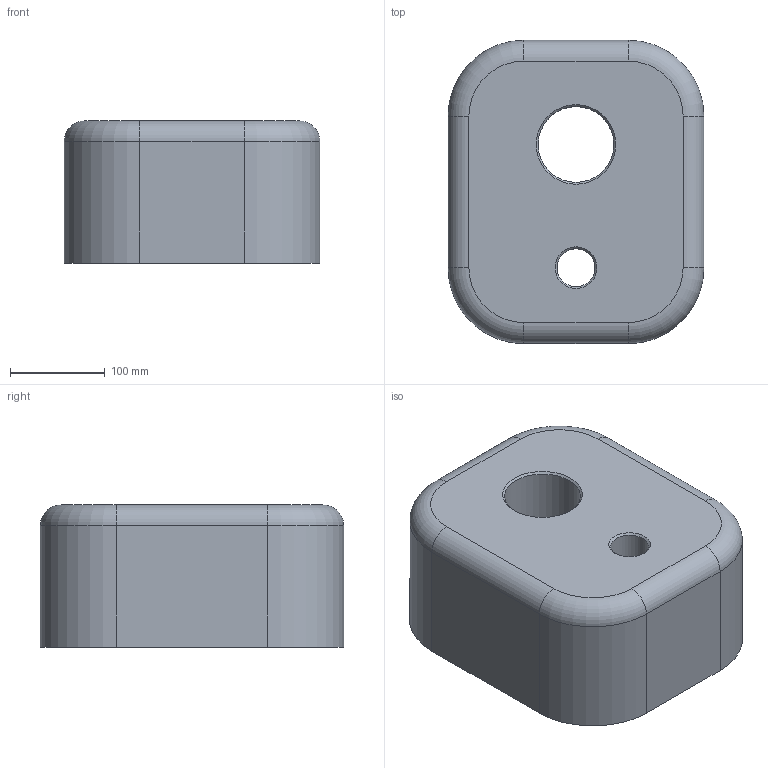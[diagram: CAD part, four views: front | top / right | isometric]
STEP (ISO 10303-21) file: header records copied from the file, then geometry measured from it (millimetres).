
FILE_DESCRIPTION(/* description */ (''),/* implementation_level */ '2;1');
FILE_NAME(/* name */ '2022-05-07_Getriebe-Gehause.stp',/* time_stamp */ '2022-05-07T15:13:42+02:00',/* author */ ('SCHWAAB'),/* organization */ (''),/* preprocessor_version */ 'ST-DEVELOPER v18.1',/* originating_system */ 'Autodesk Inventor 2020',/* authorisation */ '');
FILE_SCHEMA (('AUTOMOTIVE_DESIGN { 1 0 10303 214 3 1 1 }'));
Length unit declared in the file: millimetre
Products named in the file (1): 2022-05-07_Getriebe-Gehause
Bounding box: 270 x 320 x 150 mm (x, y, z)
Volume: 2621282.9 mm3; surface area: 486102.8 mm2
Topology: 1 solids, 1 shells, 184 faces, 462 edges, 277 vertices
Faces by surface type: cylinder 90, plane 50, torus 20, sphere 16, bspline 4, cone 4
Full cylindrical faces by diameter (mm): 12 x4, 40 x1, 80 x1, 90 x1
Entity records: 5732 total; most frequent: CARTESIAN_POINT 1238, DIRECTION 1019, ORIENTED_EDGE 900, EDGE_CURVE 450, AXIS2_PLACEMENT_3D 408, VERTEX_POINT 273, LINE 203, VECTOR 203
